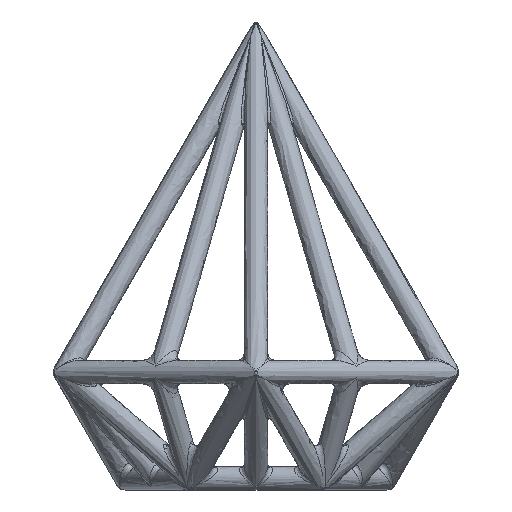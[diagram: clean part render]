
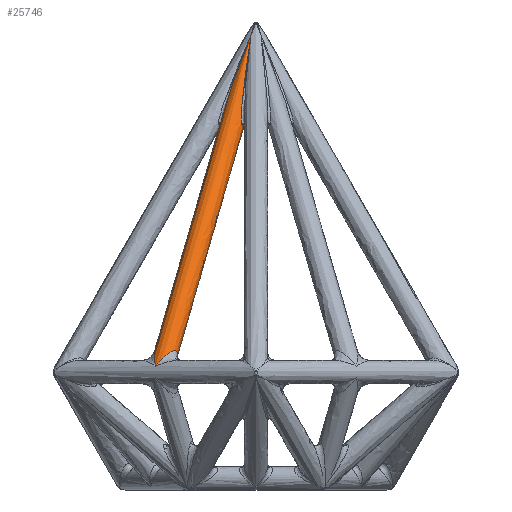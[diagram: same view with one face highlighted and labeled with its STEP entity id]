
A CAD part, front view. The second image highlights one B-rep face of the part: STEP entity #25746.
In plain terms, the highlighted free-form (B-spline) face has degree [2, 1] with [9, 2] control points.
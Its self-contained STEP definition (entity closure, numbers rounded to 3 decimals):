
#12869 = VERTEX_POINT('',#12870);
#12870 = CARTESIAN_POINT('',(-34.764,-55.808,
    1.908));
#12908 = VERTEX_POINT('',#12909);
#12909 = CARTESIAN_POINT('',(-30.949,-58.01,
    1.908));
#13024 = EDGE_CURVE('',#12869,#12908,#13025,.T.);
#13025 = ( BOUNDED_CURVE() B_SPLINE_CURVE(2,(#13026,#13027,#13028),
.UNSPECIFIED.,.F.,.F.) B_SPLINE_CURVE_WITH_KNOTS((3,3),(5.76,
6.807),.PIECEWISE_BEZIER_KNOTS.) CURVE() 
GEOMETRIC_REPRESENTATION_ITEM() RATIONAL_B_SPLINE_CURVE((1.,
0.866,1.)) REPRESENTATION_ITEM('') );
#13026 = CARTESIAN_POINT('',(-34.764,-55.808,
    1.908));
#13027 = CARTESIAN_POINT('',(-31.939,-55.319,
    2.544));
#13028 = CARTESIAN_POINT('',(-30.949,-58.01,
    1.908));
#13067 = EDGE_CURVE('',#12908,#13068,#13070,.T.);
#13068 = VERTEX_POINT('',#13069);
#13069 = CARTESIAN_POINT('',(-37.518,-64.982,
    2.203));
#13070 = ( BOUNDED_CURVE() B_SPLINE_CURVE(2,(#13071,#13072,#13073),
.UNSPECIFIED.,.F.,.F.) B_SPLINE_CURVE_WITH_KNOTS((3,3),(5.236,
7.854),.PIECEWISE_BEZIER_KNOTS.) CURVE() 
GEOMETRIC_REPRESENTATION_ITEM() RATIONAL_B_SPLINE_CURVE((1.,
0.259,1.)) REPRESENTATION_ITEM('') );
#13071 = CARTESIAN_POINT('',(-30.949,-58.01,
    1.908));
#13072 = CARTESIAN_POINT('',(-15.058,-58.964,
    30.681));
#13073 = CARTESIAN_POINT('',(-37.518,-64.982,
    2.203));
#13154 = EDGE_CURVE('',#13068,#12869,#13155,.T.);
#13155 = ( BOUNDED_CURVE() B_SPLINE_CURVE(2,(#13156,#13157,#13158),
.UNSPECIFIED.,.F.,.F.) B_SPLINE_CURVE_WITH_KNOTS((3,3),(4.712,
7.33),.PIECEWISE_BEZIER_KNOTS.) CURVE() 
GEOMETRIC_REPRESENTATION_ITEM() RATIONAL_B_SPLINE_CURVE((1.,
0.259,1.)) REPRESENTATION_ITEM('') );
#13156 = CARTESIAN_POINT('',(-37.518,-64.982,
    2.203));
#13157 = CARTESIAN_POINT('',(-43.536,-42.522,
    30.681));
#13158 = CARTESIAN_POINT('',(-34.764,-55.808,
    1.908));
#21754 = VERTEX_POINT('',#21755);
#21755 = CARTESIAN_POINT('',(-4.274,-3.29,
    106.927));
#21952 = VERTEX_POINT('',#21953);
#21953 = CARTESIAN_POINT('',(-0.712,-5.347,
    106.927));
#21991 = EDGE_CURVE('',#21952,#21754,#21992,.T.);
#21992 = ( BOUNDED_CURVE() B_SPLINE_CURVE(2,(#21993,#21994,#21995),
.UNSPECIFIED.,.F.,.F.) B_SPLINE_CURVE_WITH_KNOTS((3,3),(5.797,
6.769),.PIECEWISE_BEZIER_KNOTS.) CURVE() 
GEOMETRIC_REPRESENTATION_ITEM() RATIONAL_B_SPLINE_CURVE((1.,
0.884,1.)) REPRESENTATION_ITEM('') );
#21993 = CARTESIAN_POINT('',(-0.712,-5.347,
    106.927));
#21994 = CARTESIAN_POINT('',(-3.188,-5.522,
    102.349));
#21995 = CARTESIAN_POINT('',(-4.274,-3.29,
    106.927));
#22393 = VERTEX_POINT('',#22394);
#22394 = CARTESIAN_POINT('',(-1.908,-3.304,
    125.559));
#24040 = EDGE_CURVE('',#22393,#21952,#24041,.T.);
#24041 = ( BOUNDED_CURVE() B_SPLINE_CURVE(2,(#24042,#24043,#24044,#24045
,#24046),.UNSPECIFIED.,.F.,.F.) B_SPLINE_CURVE_WITH_KNOTS((3,2,3),(
    4.712,6.04,7.368),
.PIECEWISE_BEZIER_KNOTS.) CURVE() GEOMETRIC_REPRESENTATION_ITEM() 
RATIONAL_B_SPLINE_CURVE((1.,0.788,1.,0.788,1.)) 
REPRESENTATION_ITEM('') );
#24042 = CARTESIAN_POINT('',(-1.908,-3.304,
    125.559));
#24043 = CARTESIAN_POINT('',(-5.929,-17.164,
    101.287));
#24044 = CARTESIAN_POINT('',(-5.447,-17.987,
    93.777));
#24045 = CARTESIAN_POINT('',(-4.965,-18.811,
    86.267));
#24046 = CARTESIAN_POINT('',(-0.712,-5.347,
    106.927));
#24158 = EDGE_CURVE('',#21754,#22393,#24159,.T.);
#24159 = ( BOUNDED_CURVE() B_SPLINE_CURVE(2,(#24160,#24161,#24162,#24163
,#24164),.UNSPECIFIED.,.F.,.F.) B_SPLINE_CURVE_WITH_KNOTS((3,2,3),(
    5.198,6.526,7.854),
.PIECEWISE_BEZIER_KNOTS.) CURVE() GEOMETRIC_REPRESENTATION_ITEM() 
RATIONAL_B_SPLINE_CURVE((1.,0.788,1.,0.788,1.)) 
REPRESENTATION_ITEM('') );
#24160 = CARTESIAN_POINT('',(-4.274,-3.29,
    106.927));
#24161 = CARTESIAN_POINT('',(-13.808,-13.705,
    86.267));
#24162 = CARTESIAN_POINT('',(-12.854,-13.711,
    93.777));
#24163 = CARTESIAN_POINT('',(-11.9,-13.717,
    101.287));
#24164 = CARTESIAN_POINT('',(-1.908,-3.304,
    125.559));
#25746 = ADVANCED_FACE('',(#25747),#25761,.T.);
#25747 = FACE_BOUND('',#25748,.T.);
#25748 = EDGE_LOOP('',(#25749,#25750,#25751,#25752,#25757,#25758,#25759,
    #25760));
#25749 = ORIENTED_EDGE('',*,*,#13067,.F.);
#25750 = ORIENTED_EDGE('',*,*,#13024,.F.);
#25751 = ORIENTED_EDGE('',*,*,#13154,.F.);
#25752 = ORIENTED_EDGE('',*,*,#25753,.F.);
#25753 = EDGE_CURVE('',#22393,#13068,#25754,.T.);
#25754 = B_SPLINE_CURVE_WITH_KNOTS('',1,(#25755,#25756),.UNSPECIFIED.,
  .F.,.F.,(2,2),(-174.144,-12.486),
  .PIECEWISE_BEZIER_KNOTS.);
#25755 = CARTESIAN_POINT('',(-1.908,-3.304,
    125.559));
#25756 = CARTESIAN_POINT('',(-37.518,-64.982,
    2.203));
#25757 = ORIENTED_EDGE('',*,*,#24158,.F.);
#25758 = ORIENTED_EDGE('',*,*,#21991,.F.);
#25759 = ORIENTED_EDGE('',*,*,#24040,.F.);
#25760 = ORIENTED_EDGE('',*,*,#25753,.T.);
#25761 = ( BOUNDED_SURFACE() B_SPLINE_SURFACE(2,1,(
    (#25762,#25763)
    ,(#25764,#25765)
    ,(#25766,#25767)
    ,(#25768,#25769)
    ,(#25770,#25771)
    ,(#25772,#25773)
    ,(#25774,#25775)
    ,(#25776,#25777)
    ,(#25778,#25779
)),.UNSPECIFIED.,.T.,.F.,.F.) B_SPLINE_SURFACE_WITH_KNOTS((3,2,2,2,3),(2
    ,2),(0.785,2.094,4.189,6.283,
    7.069),(-174.144,-12.486),.UNSPECIFIED.) 
GEOMETRIC_REPRESENTATION_ITEM() RATIONAL_B_SPLINE_SURFACE((
    (0.766,0.766)
    ,(0.688,0.688)
    ,(1.,1.)
    ,(0.5,0.5)
    ,(1.,1.)
    ,(0.5,0.5)
    ,(1.,1.)
    ,(0.813,0.813)
,(0.766,0.766))) REPRESENTATION_ITEM('') SURFACE() );
#25762 = CARTESIAN_POINT('',(-1.812,-3.358,
    125.558));
#25763 = CARTESIAN_POINT('',(-37.422,-65.036,
    2.202));
#25764 = CARTESIAN_POINT('',(-4.852,-1.689,
    125.602));
#25765 = CARTESIAN_POINT('',(-40.462,-63.367,
    2.245));
#25766 = CARTESIAN_POINT('',(-4.179,1.273,
    123.926));
#25767 = CARTESIAN_POINT('',(-39.789,-60.406,
    0.57));
#25768 = CARTESIAN_POINT('',(-2.698,7.788,
    120.241));
#25769 = CARTESIAN_POINT('',(-38.308,-53.89,
    -3.115));
#25770 = CARTESIAN_POINT('',(2.83,2.621,
    121.229));
#25771 = CARTESIAN_POINT('',(-32.78,-59.057,
    -2.128));
#25772 = CARTESIAN_POINT('',(8.358,-2.545,
    122.216));
#25773 = CARTESIAN_POINT('',(-27.252,-64.223,
    -1.14));
#25774 = CARTESIAN_POINT('',(1.349,-3.894,
    124.914));
#25775 = CARTESIAN_POINT('',(-34.261,-65.572,
    1.558));
#25776 = CARTESIAN_POINT('',(-0.269,-4.205,
    125.536));
#25777 = CARTESIAN_POINT('',(-35.878,-65.883,
    2.18));
#25778 = CARTESIAN_POINT('',(-1.812,-3.358,
    125.558));
#25779 = CARTESIAN_POINT('',(-37.422,-65.036,
    2.202));
